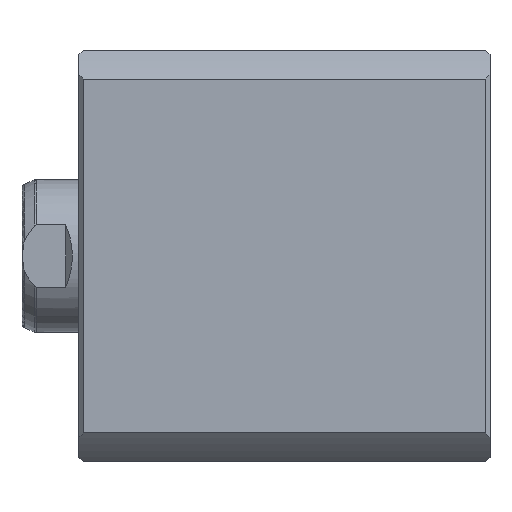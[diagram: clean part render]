
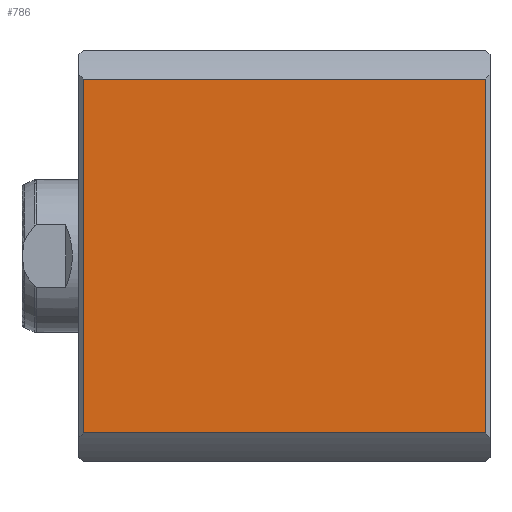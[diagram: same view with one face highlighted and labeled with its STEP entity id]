
A CAD part, left-side view. The second image highlights one B-rep face of the part: STEP entity #786.
In plain terms, the highlighted planar face has unit normal (-1, 0, 0).
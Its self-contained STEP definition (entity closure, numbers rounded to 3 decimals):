
#676 = DIRECTION ( 'NONE',  ( 0., 0., 1. ) ) ;
#777 = DIRECTION ( 'NONE',  ( 0., 1., 0. ) ) ;
#786 = ADVANCED_FACE ( 'NONE', ( #10815 ), #3459, .F. ) ;
#788 = EDGE_CURVE ( 'NONE', #6269, #2513, #5617, .T. ) ;
#1299 = VECTOR ( 'NONE', #777, 1000. ) ;
#2076 = VECTOR ( 'NONE', #2845, 1000. ) ;
#2100 = CARTESIAN_POINT ( 'NONE',  ( -47., 40.435, 93. ) ) ;
#2380 = LINE ( 'NONE', #3823, #2076 ) ;
#2513 = VERTEX_POINT ( 'NONE', #7960 ) ;
#2845 = DIRECTION ( 'NONE',  ( 0., 0., -1. ) ) ;
#3017 = VERTEX_POINT ( 'NONE', #2100 ) ;
#3348 = VECTOR ( 'NONE', #7714, 1000. ) ;
#3459 = PLANE ( 'NONE',  #3598 ) ;
#3598 = AXIS2_PLACEMENT_3D ( 'NONE', #10576, #7632, #5802 ) ;
#3823 = CARTESIAN_POINT ( 'NONE',  ( -47., -40.435, 300. ) ) ;
#4105 = EDGE_CURVE ( 'NONE', #7727, #2513, #2380, .T. ) ;
#4900 = EDGE_CURVE ( 'NONE', #7727, #3017, #6468, .T. ) ;
#5617 = LINE ( 'NONE', #9588, #3348 ) ;
#5711 = EDGE_CURVE ( 'NONE', #6269, #3017, #8592, .T. ) ;
#5802 = DIRECTION ( 'NONE',  ( 0., 1., 0. ) ) ;
#6269 = VERTEX_POINT ( 'NONE', #12248 ) ;
#6468 = LINE ( 'NONE', #12448, #1299 ) ;
#7632 = DIRECTION ( 'NONE',  ( 1., 0., 0. ) ) ;
#7714 = DIRECTION ( 'NONE',  ( 0., -1., 0. ) ) ;
#7727 = VERTEX_POINT ( 'NONE', #9258 ) ;
#7960 = CARTESIAN_POINT ( 'NONE',  ( -47., -40.435, 1. ) ) ;
#8533 = ORIENTED_EDGE ( 'NONE', *, *, #788, .T. ) ;
#8592 = LINE ( 'NONE', #9470, #10888 ) ;
#9224 = ORIENTED_EDGE ( 'NONE', *, *, #4105, .F. ) ;
#9258 = CARTESIAN_POINT ( 'NONE',  ( -47., -40.435, 93. ) ) ;
#9470 = CARTESIAN_POINT ( 'NONE',  ( -47., 40.435, 300. ) ) ;
#9588 = CARTESIAN_POINT ( 'NONE',  ( -47., 47., 1. ) ) ;
#10306 = ORIENTED_EDGE ( 'NONE', *, *, #4900, .T. ) ;
#10576 = CARTESIAN_POINT ( 'NONE',  ( -47., 47., 94. ) ) ;
#10694 = EDGE_LOOP ( 'NONE', ( #9224, #10306, #11656, #8533 ) ) ;
#10815 = FACE_OUTER_BOUND ( 'NONE', #10694, .T. ) ;
#10888 = VECTOR ( 'NONE', #676, 1000. ) ;
#11656 = ORIENTED_EDGE ( 'NONE', *, *, #5711, .F. ) ;
#12248 = CARTESIAN_POINT ( 'NONE',  ( -47., 40.435, 1. ) ) ;
#12448 = CARTESIAN_POINT ( 'NONE',  ( -47., 47., 93. ) ) ;
